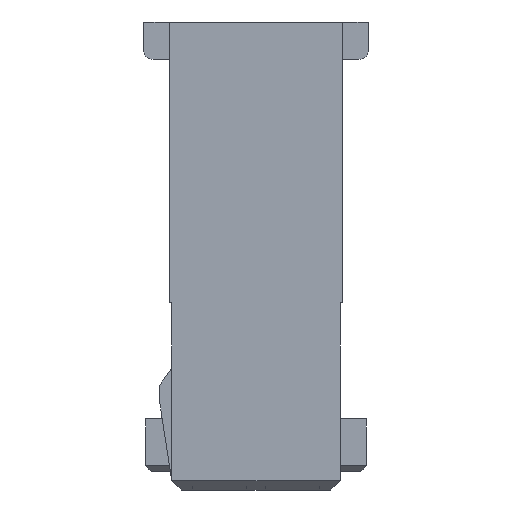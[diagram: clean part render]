
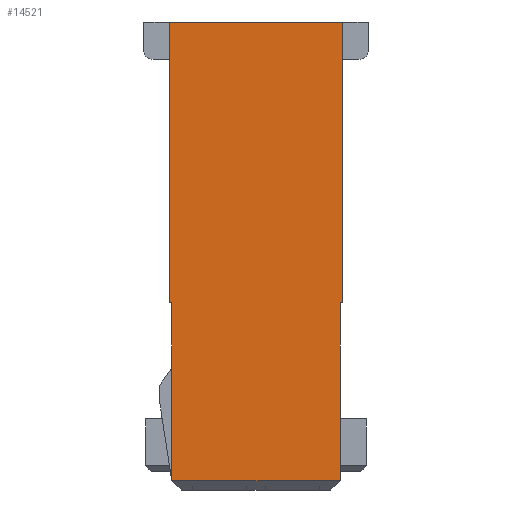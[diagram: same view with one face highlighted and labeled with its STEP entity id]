
A CAD part, left-side view. The second image highlights one B-rep face of the part: STEP entity #14521.
In plain terms, the highlighted planar face has unit normal (-1, 0, 0).
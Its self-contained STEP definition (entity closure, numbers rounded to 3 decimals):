
#3492=ORIENTED_EDGE('',*,*,#6175,.T.);
#3493=ORIENTED_EDGE('',*,*,#5776,.T.);
#3494=ORIENTED_EDGE('',*,*,#6176,.T.);
#3495=ORIENTED_EDGE('',*,*,#6165,.T.);
#3496=ORIENTED_EDGE('',*,*,#4349,.T.);
#3497=ORIENTED_EDGE('',*,*,#6177,.T.);
#3498=ORIENTED_EDGE('',*,*,#4576,.T.);
#3499=ORIENTED_EDGE('',*,*,#6174,.T.);
#4349=EDGE_CURVE('',#6411,#6410,#7765,.T.);
#4576=EDGE_CURVE('',#6543,#6542,#7954,.T.);
#5776=EDGE_CURVE('',#7391,#7394,#9120,.T.);
#6165=EDGE_CURVE('',#7609,#6411,#9509,.T.);
#6174=EDGE_CURVE('',#6542,#7611,#9518,.T.);
#6175=EDGE_CURVE('',#7611,#7391,#9519,.T.);
#6176=EDGE_CURVE('',#7394,#7609,#9520,.T.);
#6177=EDGE_CURVE('',#6410,#6543,#9521,.T.);
#6410=VERTEX_POINT('',#19188);
#6411=VERTEX_POINT('',#19190);
#6542=VERTEX_POINT('',#19643);
#6543=VERTEX_POINT('',#19645);
#7391=VERTEX_POINT('',#22100);
#7394=VERTEX_POINT('',#22107);
#7609=VERTEX_POINT('',#22838);
#7611=VERTEX_POINT('',#22851);
#7765=LINE('',#19189,#9755);
#7954=LINE('',#19644,#9944);
#9120=LINE('',#22108,#11110);
#9509=LINE('',#22837,#11499);
#9518=LINE('',#22852,#11508);
#9519=LINE('',#22854,#11509);
#9520=LINE('',#22855,#11510);
#9521=LINE('',#22856,#11511);
#9755=VECTOR('',#15521,1000.);
#9944=VECTOR('',#15978,1000.);
#11110=VECTOR('',#18036,1000.);
#11499=VECTOR('',#18677,1000.);
#11508=VECTOR('',#18692,1000.);
#11509=VECTOR('',#18695,1000.);
#11510=VECTOR('',#18696,1000.);
#11511=VECTOR('',#18697,1000.);
#12327=EDGE_LOOP('',(#3492,#3493,#3494,#3495,#3496,#3497,#3498,#3499));
#13087=FACE_BOUND('',#12327,.T.);
#13794=PLANE('',#15338);
#14521=ADVANCED_FACE('',(#13087),#13794,.T.);
#15338=AXIS2_PLACEMENT_3D('',#22853,#18693,#18694);
#15521=DIRECTION('',(0.,0.,1.));
#15978=DIRECTION('',(0.,0.,-1.));
#18036=DIRECTION('',(0.,-1.,0.));
#18677=DIRECTION('',(0.,-1.,0.));
#18692=DIRECTION('',(0.,-1.,0.));
#18693=DIRECTION('',(-1.,0.,0.));
#18694=DIRECTION('',(0.,0.,1.));
#18695=DIRECTION('',(0.,0.,-1.));
#18696=DIRECTION('',(0.,0.,1.));
#18697=DIRECTION('',(0.,1.,0.));
#19188=CARTESIAN_POINT('',(-25.,-4.625,12.5));
#19189=CARTESIAN_POINT('',(-25.,-4.625,12.5));
#19190=CARTESIAN_POINT('',(-25.,-4.625,-2.5));
#19643=CARTESIAN_POINT('',(-25.,4.625,-2.5));
#19644=CARTESIAN_POINT('',(-25.,4.625,12.5));
#19645=CARTESIAN_POINT('',(-25.,4.625,12.5));
#22100=CARTESIAN_POINT('',(-25.,4.5,-12.));
#22107=CARTESIAN_POINT('',(-25.,-4.5,-12.));
#22108=CARTESIAN_POINT('',(-25.,-4.5,-12.));
#22837=CARTESIAN_POINT('',(-25.,-4.625,-2.5));
#22838=CARTESIAN_POINT('',(-25.,-4.5,-2.5));
#22851=CARTESIAN_POINT('',(-25.,4.5,-2.5));
#22852=CARTESIAN_POINT('',(-25.,4.625,-2.5));
#22853=CARTESIAN_POINT('',(-25.,0.,0.));
#22854=CARTESIAN_POINT('',(-25.,4.5,-2.5));
#22855=CARTESIAN_POINT('',(-25.,-4.5,-2.5));
#22856=CARTESIAN_POINT('',(-25.,4.625,12.5));
